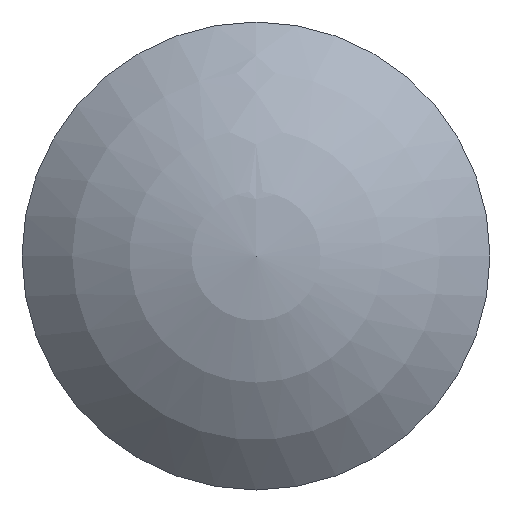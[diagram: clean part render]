
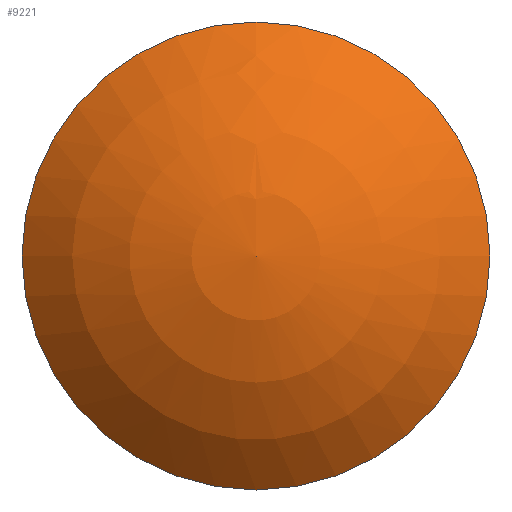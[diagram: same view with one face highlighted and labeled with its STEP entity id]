
A CAD part, front view. The second image highlights one B-rep face of the part: STEP entity #9221.
In plain terms, the highlighted spherical face has radius 1000 mm.
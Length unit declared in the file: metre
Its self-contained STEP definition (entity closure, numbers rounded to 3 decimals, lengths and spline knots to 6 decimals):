
#9102 = DIRECTION('Dir2',(0.0,1.0,0.0));
#9103 = DIRECTION('Dir3',(0.0,0.0,1.0));
#9120 = CARTESIAN_POINT('CentreSph',(0.0,1.707107,0.0));
#9121 = AXIS2_PLACEMENT_3D('Ax2P3DSph',#9120,#9102,#9103);
#9137 = CARTESIAN_POINT('PtC',(0.707107,1.0,0.0));
#9138 = VERTEX_POINT('VertPtC',#9137);
#9142 = SPHERICAL_SURFACE('Sphere',#9121, 1.0);
#9152 = CARTESIAN_POINT('CentreC',(0.0, 1.0, 0.0));
#9153 = AXIS2_PLACEMENT_3D('Ax2P3DCirc2',#9152,#9102,#9103);
#9154 = CIRCLE('Circ2',#9153, 0.707107);
#9159 = EDGE_CURVE('EdgeCCCirc2',#9138,#9138,#9154,.T.);
#9169 = ORIENTED_EDGE('CCF',*,*,#9159,.F.);
#9203 = EDGE_LOOP('ELCC',(#9169));
#9213 = FACE_OUTER_BOUND('Sphtop',#9203,.T.);
#9221 = ADVANCED_FACE('SphFace',(#9213),#9142,.T.);
